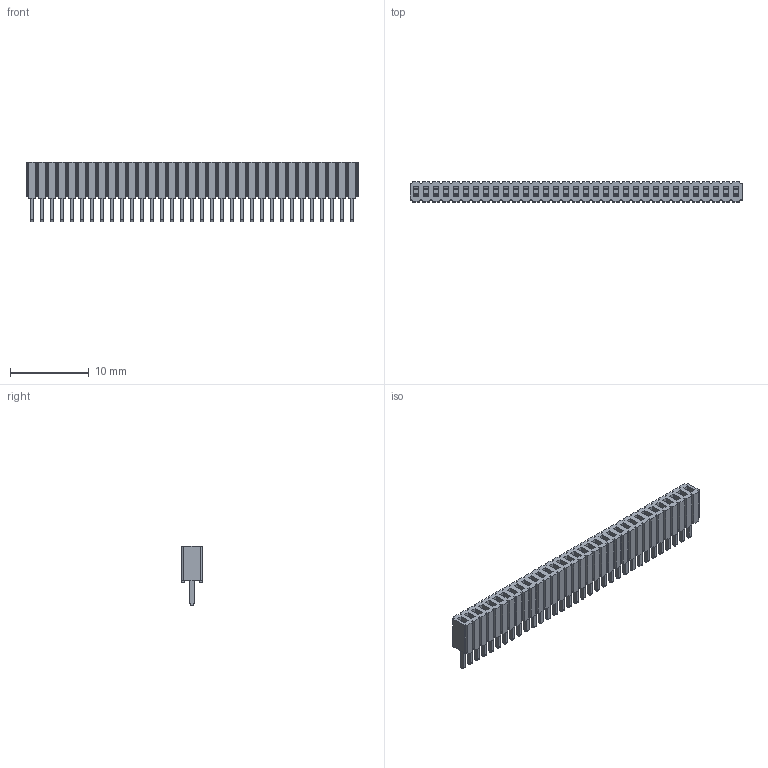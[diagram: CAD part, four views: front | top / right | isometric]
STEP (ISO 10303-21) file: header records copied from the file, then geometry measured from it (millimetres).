
FILE_DESCRIPTION(('FreeCAD Model'),'2;1');
FILE_NAME('Open CASCADE Shape Model','2025-01-08T13:24:07',(''),(''), 'Open CASCADE STEP processor 7.8','FreeCAD','Unknown');
FILE_SCHEMA(('AUTOMOTIVE_DESIGN { 1 0 10303 214 1 1 1 1 }'));
Length unit declared in the file: millimetre
Products named in the file (2): SLM-133-01-S_socket; C-29-01-33-S
Bounding box: 42.14 x 2.54 x 7.49 mm (x, y, z)
Volume: 402.3 mm3; surface area: 1827.8 mm2
Topology: 2 solids, 2 shells, 1204 faces, 3270 edges, 2136 vertices
Faces by surface type: plane 1171, cylinder 33
Entity records: 37044 total; most frequent: CARTESIAN_POINT 6611, ORIENTED_EDGE 6540, DIRECTION 5746, EDGE_CURVE 3270, LINE 3204, VECTOR 3204, VERTEX_POINT 2136, AXIS2_PLACEMENT_3D 1271
